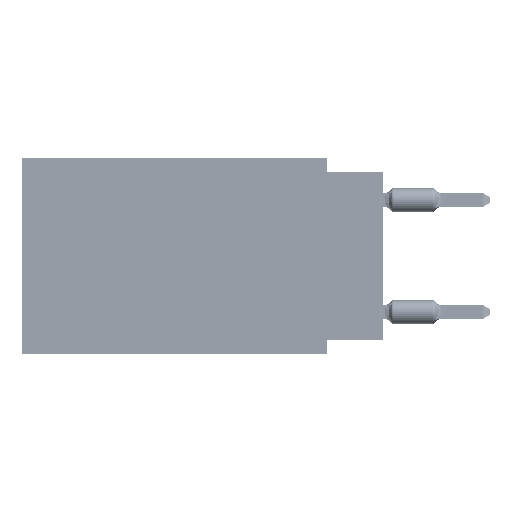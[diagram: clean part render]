
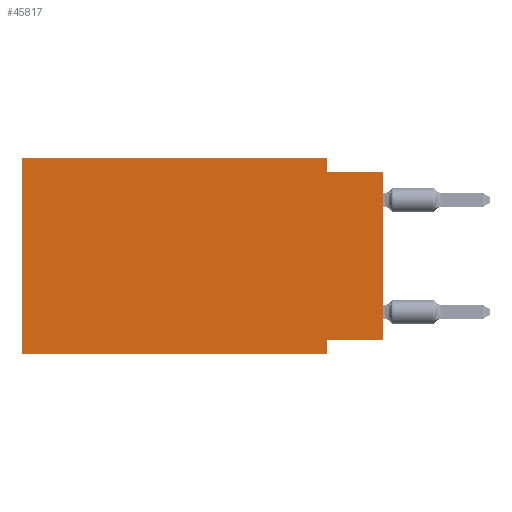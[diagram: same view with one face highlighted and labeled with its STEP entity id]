
A CAD part, left-side view. The second image highlights one B-rep face of the part: STEP entity #45817.
In plain terms, the highlighted planar face has unit normal (-1, 0, 0).
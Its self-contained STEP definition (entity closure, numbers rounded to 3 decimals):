
#1221 = CARTESIAN_POINT ( 'NONE',  ( 0., 0., -0.635 ) ) ;
#2845 = VECTOR ( 'NONE', #70561, 1000. ) ;
#3757 = VECTOR ( 'NONE', #26851, 1000. ) ;
#6052 = CARTESIAN_POINT ( 'NONE',  ( 0., 16.383, 0. ) ) ;
#6410 = ORIENTED_EDGE ( 'NONE', *, *, #48198, .F. ) ;
#7644 = EDGE_CURVE ( 'NONE', #31224, #19497, #71503, .T. ) ;
#14359 = CARTESIAN_POINT ( 'NONE',  ( 0., 0., -8.255 ) ) ;
#15532 = ORIENTED_EDGE ( 'NONE', *, *, #69015, .F. ) ;
#17028 = CARTESIAN_POINT ( 'NONE',  ( 0., 16.383, 0. ) ) ;
#17969 = CARTESIAN_POINT ( 'NONE',  ( 0., 0., 0. ) ) ;
#19208 = VECTOR ( 'NONE', #41793, 1000. ) ;
#19497 = VERTEX_POINT ( 'NONE', #1221 ) ;
#21496 = VERTEX_POINT ( 'NONE', #50207 ) ;
#21549 = CARTESIAN_POINT ( 'NONE',  ( 0., 16.383, -8.89 ) ) ;
#23263 = CARTESIAN_POINT ( 'NONE',  ( 0., 2.54, -0.635 ) ) ;
#23935 = EDGE_CURVE ( 'NONE', #62992, #19497, #69291, .T. ) ;
#23939 = CARTESIAN_POINT ( 'NONE',  ( 0., 0., -0.635 ) ) ;
#25849 = ORIENTED_EDGE ( 'NONE', *, *, #55869, .F. ) ;
#26086 = LINE ( 'NONE', #14359, #3757 ) ;
#26851 = DIRECTION ( 'NONE',  ( 0., 1., 0. ) ) ;
#28661 = PLANE ( 'NONE',  #73317 ) ;
#29729 = CARTESIAN_POINT ( 'NONE',  ( 0., 16.383, 0. ) ) ;
#30653 = VERTEX_POINT ( 'NONE', #45102 ) ;
#31224 = VERTEX_POINT ( 'NONE', #45769 ) ;
#33600 = VERTEX_POINT ( 'NONE', #63248 ) ;
#33837 = CARTESIAN_POINT ( 'NONE',  ( 0., 2.54, -8.89 ) ) ;
#34512 = DIRECTION ( 'NONE',  ( 0., 0., -1. ) ) ;
#37173 = CARTESIAN_POINT ( 'NONE',  ( 0., 2.54, 0. ) ) ;
#40141 = ORIENTED_EDGE ( 'NONE', *, *, #23935, .F. ) ;
#41793 = DIRECTION ( 'NONE',  ( 0., 0., 1. ) ) ;
#42704 = ORIENTED_EDGE ( 'NONE', *, *, #54585, .F. ) ;
#44492 = EDGE_CURVE ( 'NONE', #33600, #30653, #52012, .T. ) ;
#44919 = ORIENTED_EDGE ( 'NONE', *, *, #7644, .T. ) ;
#45102 = CARTESIAN_POINT ( 'NONE',  ( 0., 2.54, -8.89 ) ) ;
#45388 = DIRECTION ( 'NONE',  ( 0., -1., 0. ) ) ;
#45769 = CARTESIAN_POINT ( 'NONE',  ( 0., 0., -8.255 ) ) ;
#45817 = ADVANCED_FACE ( 'NONE', ( #70842 ), #28661, .F. ) ;
#46327 = VECTOR ( 'NONE', #47392, 1000. ) ;
#47386 = CARTESIAN_POINT ( 'NONE',  ( 0., 16.383, 0. ) ) ;
#47392 = DIRECTION ( 'NONE',  ( 0., 0., -1. ) ) ;
#47781 = LINE ( 'NONE', #59106, #46327 ) ;
#48198 = EDGE_CURVE ( 'NONE', #31224, #21496, #26086, .T. ) ;
#48523 = DIRECTION ( 'NONE',  ( 0., -1., 0. ) ) ;
#50207 = CARTESIAN_POINT ( 'NONE',  ( 0., 2.54, -8.255 ) ) ;
#51035 = LINE ( 'NONE', #33837, #73518 ) ;
#52012 = LINE ( 'NONE', #21549, #57009 ) ;
#53307 = VECTOR ( 'NONE', #65663, 1000. ) ;
#54343 = ORIENTED_EDGE ( 'NONE', *, *, #64133, .F. ) ;
#54585 = EDGE_CURVE ( 'NONE', #76444, #62992, #47781, .T. ) ;
#55869 = EDGE_CURVE ( 'NONE', #75869, #76444, #66529, .T. ) ;
#57009 = VECTOR ( 'NONE', #45388, 1000. ) ;
#59106 = CARTESIAN_POINT ( 'NONE',  ( 0., 2.54, 0. ) ) ;
#59783 = LINE ( 'NONE', #29729, #53307 ) ;
#62992 = VERTEX_POINT ( 'NONE', #23263 ) ;
#63248 = CARTESIAN_POINT ( 'NONE',  ( 0., 16.383, -8.89 ) ) ;
#64133 = EDGE_CURVE ( 'NONE', #21496, #30653, #51035, .T. ) ;
#64726 = EDGE_LOOP ( 'NONE', ( #44919, #40141, #42704, #25849, #15532, #64748, #54343, #6410 ) ) ;
#64748 = ORIENTED_EDGE ( 'NONE', *, *, #44492, .T. ) ;
#65663 = DIRECTION ( 'NONE',  ( 0., 0., 1. ) ) ;
#66529 = LINE ( 'NONE', #17028, #2845 ) ;
#67089 = VECTOR ( 'NONE', #48523, 1000. ) ;
#69015 = EDGE_CURVE ( 'NONE', #33600, #75869, #59783, .T. ) ;
#69291 = LINE ( 'NONE', #23939, #67089 ) ;
#70561 = DIRECTION ( 'NONE',  ( 0., -1., 0. ) ) ;
#70842 = FACE_OUTER_BOUND ( 'NONE', #64726, .T. ) ;
#71228 = DIRECTION ( 'NONE',  ( 1., 0., 0. ) ) ;
#71503 = LINE ( 'NONE', #17969, #19208 ) ;
#73317 = AXIS2_PLACEMENT_3D ( 'NONE', #47386, #71228, #34512 ) ;
#73518 = VECTOR ( 'NONE', #74862, 1000. ) ;
#74862 = DIRECTION ( 'NONE',  ( 0., 0., -1. ) ) ;
#75869 = VERTEX_POINT ( 'NONE', #6052 ) ;
#76444 = VERTEX_POINT ( 'NONE', #37173 ) ;
